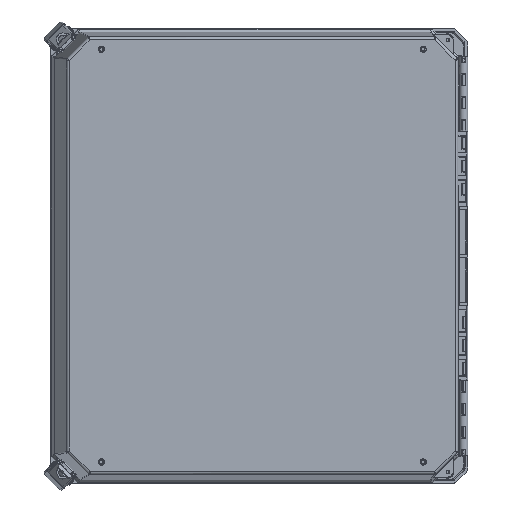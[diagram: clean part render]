
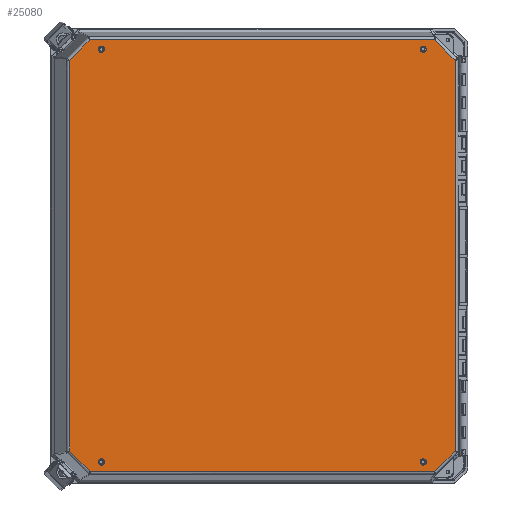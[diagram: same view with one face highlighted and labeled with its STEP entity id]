
A CAD part, top view. The second image highlights one B-rep face of the part: STEP entity #25080.
In plain terms, the highlighted face is planar.
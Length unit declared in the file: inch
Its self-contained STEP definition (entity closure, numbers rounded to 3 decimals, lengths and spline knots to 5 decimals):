
#877 = CARTESIAN_POINT ( 'NONE',  ( -15.04855, 0.32567, -10.07614 ) ) ;
#2022 = CIRCLE ( 'NONE', #8614, 0.136 ) ;
#2084 = EDGE_CURVE ( 'NONE', #94079, #20565, #23961, .T. ) ;
#2171 = VERTEX_POINT ( 'NONE', #50440 ) ;
#2584 = DIRECTION ( 'NONE',  ( 0., -1., -0.017 ) ) ;
#2858 = EDGE_LOOP ( 'NONE', ( #27191, #68681, #16269, #93766, #97336, #45829, #25476, #64435 ) ) ;
#2898 = DIRECTION ( 'NONE',  ( 1., 0., -0.017 ) ) ;
#2981 = FACE_BOUND ( 'NONE', #90658, .T. ) ;
#3011 = CARTESIAN_POINT ( 'NONE',  ( -14.91258, 0.32572, -10.07851 ) ) ;
#3543 = LINE ( 'NONE', #66144, #86716 ) ;
#3631 = VECTOR ( 'NONE', #95668, 39.37008 ) ;
#4188 = CIRCLE ( 'NONE', #99176, 0.136 ) ;
#4988 = FACE_BOUND ( 'NONE', #88694, .T. ) ;
#5166 = EDGE_CURVE ( 'NONE', #86491, #96469, #67529, .T. ) ;
#6159 = CARTESIAN_POINT ( 'NONE',  ( -15.54083, 18.68146, -9.74719 ) ) ;
#6456 = VERTEX_POINT ( 'NONE', #52001 ) ;
#6484 = EDGE_CURVE ( 'NONE', #20565, #94079, #57234, .T. ) ;
#8014 = EDGE_LOOP ( 'NONE', ( #22693, #75604 ) ) ;
#8614 = AXIS2_PLACEMENT_3D ( 'NONE', #877, #86523, #2898 ) ;
#9139 = EDGE_CURVE ( 'NONE', #2171, #89582, #3543, .T. ) ;
#9181 = AXIS2_PLACEMENT_3D ( 'NONE', #25641, #56966, #2584 ) ;
#11293 = AXIS2_PLACEMENT_3D ( 'NONE', #66913, #52501, #29910 ) ;
#12167 = AXIS2_PLACEMENT_3D ( 'NONE', #63717, #87765, #80581 ) ;
#12176 = DIRECTION ( 'NONE',  ( -0.017, 0.017, -1. ) ) ;
#12254 = VERTEX_POINT ( 'NONE', #70067 ) ;
#12313 = VECTOR ( 'NONE', #31714, 39.37008 ) ;
#12600 = CARTESIAN_POINT ( 'NONE',  ( -0.55841, -0.08458, -10.33626 ) ) ;
#12675 = FACE_OUTER_BOUND ( 'NONE', #2858, .T. ) ;
#13221 = VECTOR ( 'NONE', #93665, 39.37008 ) ;
#15354 = CARTESIAN_POINT ( 'NONE',  ( 0.33584, 2.07648, -10.31416 ) ) ;
#15778 = DIRECTION ( 'NONE',  ( 1., 0., -0.017 ) ) ;
#16180 = VERTEX_POINT ( 'NONE', #6159 ) ;
#16269 = ORIENTED_EDGE ( 'NONE', *, *, #50893, .T. ) ;
#17421 = CARTESIAN_POINT ( 'NONE',  ( -16.43508, 2.07137, -10.02146 ) ) ;
#18844 = DIRECTION ( 'NONE',  ( -1., 0., 0.017 ) ) ;
#20363 = FACE_BOUND ( 'NONE', #8014, .T. ) ;
#20565 = VERTEX_POINT ( 'NONE', #42263 ) ;
#20661 = DIRECTION ( 'NONE',  ( 0.017, -0.017, 1. ) ) ;
#20993 = LINE ( 'NONE', #15354, #12313 ) ;
#21306 = DIRECTION ( 'NONE',  ( -0.707, -0.707, 0. ) ) ;
#22661 = DIRECTION ( 'NONE',  ( -1., 0., 0.017 ) ) ;
#22693 = ORIENTED_EDGE ( 'NONE', *, *, #60673, .T. ) ;
#23382 = LINE ( 'NONE', #86977, #13221 ) ;
#23961 = CIRCLE ( 'NONE', #66629, 0.136 ) ;
#25080 = ADVANCED_FACE ( 'NONE', ( #12675, #4988, #2981, #20363, #59876 ), #97806, .T. ) ;
#25476 = ORIENTED_EDGE ( 'NONE', *, *, #33925, .T. ) ;
#25641 = CARTESIAN_POINT ( 'NONE',  ( -15.04855, 18.26694, -9.76302 ) ) ;
#25723 = EDGE_CURVE ( 'NONE', #89582, #86491, #20993, .T. ) ;
#27085 = DIRECTION ( 'NONE',  ( 0.707, -0.707, -0.025 ) ) ;
#27191 = ORIENTED_EDGE ( 'NONE', *, *, #65656, .T. ) ;
#29187 = EDGE_CURVE ( 'NONE', #92991, #53814, #73090, .T. ) ;
#29274 = CARTESIAN_POINT ( 'NONE',  ( 0.33584, 0.80994, -10.33626 ) ) ;
#29305 = CARTESIAN_POINT ( 'NONE',  ( -0.91471, 0.32998, -10.32281 ) ) ;
#29838 = LINE ( 'NONE', #30343, #50656 ) ;
#29910 = DIRECTION ( 'NONE',  ( 0., -1., -0.017 ) ) ;
#30343 = CARTESIAN_POINT ( 'NONE',  ( -15.12711, -0.08902, -10.082 ) ) ;
#31714 = DIRECTION ( 'NONE',  ( 0., -1., -0.017 ) ) ;
#33925 = EDGE_CURVE ( 'NONE', #96469, #6456, #29838, .T. ) ;
#34530 = CARTESIAN_POINT ( 'NONE',  ( -1.05069, 18.27121, -10.00731 ) ) ;
#35404 = VECTOR ( 'NONE', #48707, 39.37008 ) ;
#36404 = AXIS2_PLACEMENT_3D ( 'NONE', #42732, #79742, #49949 ) ;
#37717 = VERTEX_POINT ( 'NONE', #96813 ) ;
#40162 = DIRECTION ( 'NONE',  ( 0., -1., -0.017 ) ) ;
#42263 = CARTESIAN_POINT ( 'NONE',  ( -1.05069, 18.13523, -10.00969 ) ) ;
#42732 = CARTESIAN_POINT ( 'NONE',  ( -1.05069, 0.32994, -10.32043 ) ) ;
#44964 = AXIS2_PLACEMENT_3D ( 'NONE', #82939, #12176, #18844 ) ;
#45829 = ORIENTED_EDGE ( 'NONE', *, *, #5166, .T. ) ;
#47214 = CARTESIAN_POINT ( 'NONE',  ( -15.04855, 18.13096, -9.76539 ) ) ;
#47721 = EDGE_CURVE ( 'NONE', #65149, #16180, #23382, .T. ) ;
#47791 = ORIENTED_EDGE ( 'NONE', *, *, #2084, .T. ) ;
#48707 = DIRECTION ( 'NONE',  ( 0., 1., 0.017 ) ) ;
#49949 = DIRECTION ( 'NONE',  ( 1., 0., -0.017 ) ) ;
#50011 = EDGE_CURVE ( 'NONE', #6456, #37717, #90543, .T. ) ;
#50440 = CARTESIAN_POINT ( 'NONE',  ( -0.55841, 18.68603, -10.00867 ) ) ;
#50656 = VECTOR ( 'NONE', #22661, 39.37008 ) ;
#50893 = EDGE_CURVE ( 'NONE', #16180, #2171, #68579, .T. ) ;
#51291 = CIRCLE ( 'NONE', #87400, 0.136 ) ;
#52001 = CARTESIAN_POINT ( 'NONE',  ( -15.54083, -0.08915, -10.07478 ) ) ;
#52501 = DIRECTION ( 'NONE',  ( 0.017, -0.017, 1. ) ) ;
#52610 = CARTESIAN_POINT ( 'NONE',  ( 0.33584, 0.80994, -10.33626 ) ) ;
#53669 = ORIENTED_EDGE ( 'NONE', *, *, #101001, .T. ) ;
#53814 = VERTEX_POINT ( 'NONE', #55620 ) ;
#54780 = CARTESIAN_POINT ( 'NONE',  ( -1.05069, 0.32994, -10.32043 ) ) ;
#54932 = EDGE_CURVE ( 'NONE', #12254, #90602, #2022, .T. ) ;
#55438 = ORIENTED_EDGE ( 'NONE', *, *, #62378, .T. ) ;
#55620 = CARTESIAN_POINT ( 'NONE',  ( -15.04855, 18.40292, -9.76064 ) ) ;
#55877 = CARTESIAN_POINT ( 'NONE',  ( -1.18667, 0.3299, -10.31806 ) ) ;
#56966 = DIRECTION ( 'NONE',  ( 0.017, -0.017, 1. ) ) ;
#57234 = CIRCLE ( 'NONE', #11293, 0.136 ) ;
#57460 = CARTESIAN_POINT ( 'NONE',  ( -1.05069, 18.40719, -10.00494 ) ) ;
#59876 = FACE_BOUND ( 'NONE', #69638, .T. ) ;
#60590 = ORIENTED_EDGE ( 'NONE', *, *, #6484, .T. ) ;
#60673 = EDGE_CURVE ( 'NONE', #90602, #12254, #100604, .T. ) ;
#62378 = EDGE_CURVE ( 'NONE', #94873, #76223, #4188, .T. ) ;
#63717 = CARTESIAN_POINT ( 'NONE',  ( -15.04855, 0.32567, -10.07614 ) ) ;
#64435 = ORIENTED_EDGE ( 'NONE', *, *, #50011, .T. ) ;
#65149 = VERTEX_POINT ( 'NONE', #65752 ) ;
#65656 = EDGE_CURVE ( 'NONE', #37717, #65149, #87671, .T. ) ;
#65752 = CARTESIAN_POINT ( 'NONE',  ( -16.43508, 17.78694, -9.74719 ) ) ;
#66144 = CARTESIAN_POINT ( 'NONE',  ( -0.55841, 18.68603, -10.00867 ) ) ;
#66629 = AXIS2_PLACEMENT_3D ( 'NONE', #34530, #20661, #89913 ) ;
#66913 = CARTESIAN_POINT ( 'NONE',  ( -1.05069, 18.27121, -10.00731 ) ) ;
#67529 = LINE ( 'NONE', #52610, #96362 ) ;
#68579 = LINE ( 'NONE', #99807, #3631 ) ;
#68681 = ORIENTED_EDGE ( 'NONE', *, *, #47721, .T. ) ;
#69638 = EDGE_LOOP ( 'NONE', ( #60590, #47791 ) ) ;
#70067 = CARTESIAN_POINT ( 'NONE',  ( -15.18453, 0.32563, -10.07376 ) ) ;
#70877 = CIRCLE ( 'NONE', #36404, 0.136 ) ;
#73090 = CIRCLE ( 'NONE', #9181, 0.136 ) ;
#74140 = CARTESIAN_POINT ( 'NONE',  ( -15.54083, -0.08915, -10.07478 ) ) ;
#75604 = ORIENTED_EDGE ( 'NONE', *, *, #54932, .T. ) ;
#76223 = VERTEX_POINT ( 'NONE', #29305 ) ;
#76695 = ORIENTED_EDGE ( 'NONE', *, *, #29187, .T. ) ;
#77682 = CARTESIAN_POINT ( 'NONE',  ( -15.04855, 18.26694, -9.76302 ) ) ;
#79190 = DIRECTION ( 'NONE',  ( 0.017, -0.017, 1. ) ) ;
#79742 = DIRECTION ( 'NONE',  ( 0.017, -0.017, 1. ) ) ;
#80438 = VECTOR ( 'NONE', #82838, 39.37008 ) ;
#80581 = DIRECTION ( 'NONE',  ( 1., 0., -0.017 ) ) ;
#82050 = ORIENTED_EDGE ( 'NONE', *, *, #100150, .T. ) ;
#82838 = DIRECTION ( 'NONE',  ( -0.707, 0.707, 0.025 ) ) ;
#82939 = CARTESIAN_POINT ( 'NONE',  ( -15.12711, 2.07177, -10.04429 ) ) ;
#86039 = DIRECTION ( 'NONE',  ( 0.017, -0.017, 1. ) ) ;
#86491 = VERTEX_POINT ( 'NONE', #29274 ) ;
#86523 = DIRECTION ( 'NONE',  ( 0.017, -0.017, 1. ) ) ;
#86716 = VECTOR ( 'NONE', #27085, 39.37008 ) ;
#86977 = CARTESIAN_POINT ( 'NONE',  ( -16.43508, 17.78694, -9.74719 ) ) ;
#87400 = AXIS2_PLACEMENT_3D ( 'NONE', #77682, #79190, #40162 ) ;
#87671 = LINE ( 'NONE', #17421, #35404 ) ;
#87765 = DIRECTION ( 'NONE',  ( 0.017, -0.017, 1. ) ) ;
#88694 = EDGE_LOOP ( 'NONE', ( #76695, #53669 ) ) ;
#89582 = VERTEX_POINT ( 'NONE', #99202 ) ;
#89913 = DIRECTION ( 'NONE',  ( 0., -1., -0.017 ) ) ;
#90543 = LINE ( 'NONE', #74140, #80438 ) ;
#90602 = VERTEX_POINT ( 'NONE', #3011 ) ;
#90658 = EDGE_LOOP ( 'NONE', ( #82050, #55438 ) ) ;
#92991 = VERTEX_POINT ( 'NONE', #47214 ) ;
#93665 = DIRECTION ( 'NONE',  ( 0.707, 0.707, 0. ) ) ;
#93766 = ORIENTED_EDGE ( 'NONE', *, *, #9139, .T. ) ;
#94079 = VERTEX_POINT ( 'NONE', #57460 ) ;
#94873 = VERTEX_POINT ( 'NONE', #55877 ) ;
#95668 = DIRECTION ( 'NONE',  ( 1., 0., -0.017 ) ) ;
#96362 = VECTOR ( 'NONE', #21306, 39.37008 ) ;
#96469 = VERTEX_POINT ( 'NONE', #12600 ) ;
#96813 = CARTESIAN_POINT ( 'NONE',  ( -16.43508, 0.80483, -10.04357 ) ) ;
#97336 = ORIENTED_EDGE ( 'NONE', *, *, #25723, .T. ) ;
#97806 = PLANE ( 'NONE',  #44964 ) ;
#99176 = AXIS2_PLACEMENT_3D ( 'NONE', #54780, #86039, #15778 ) ;
#99202 = CARTESIAN_POINT ( 'NONE',  ( 0.33584, 17.79205, -10.03988 ) ) ;
#99807 = CARTESIAN_POINT ( 'NONE',  ( -15.12711, 18.68159, -9.75441 ) ) ;
#100150 = EDGE_CURVE ( 'NONE', #76223, #94873, #70877, .T. ) ;
#100604 = CIRCLE ( 'NONE', #12167, 0.136 ) ;
#101001 = EDGE_CURVE ( 'NONE', #53814, #92991, #51291, .T. ) ;
